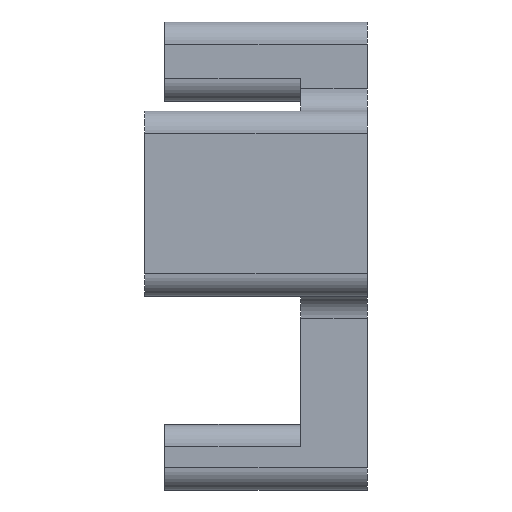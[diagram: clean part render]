
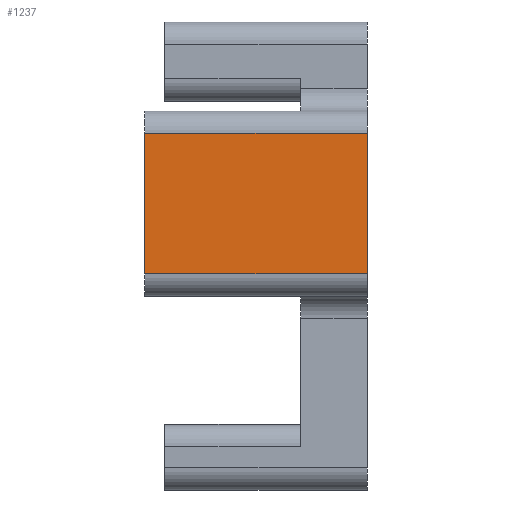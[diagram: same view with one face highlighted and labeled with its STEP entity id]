
A CAD part, front view. The second image highlights one B-rep face of the part: STEP entity #1237.
In plain terms, the highlighted planar face has unit normal (0, -1, 0).
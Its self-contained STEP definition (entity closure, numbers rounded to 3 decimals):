
#165 = DIRECTION ( 'NONE',  ( 0., 0., -1. ) ) ;
#347 = EDGE_CURVE ( 'NONE', #701, #392, #875, .T. ) ;
#392 = VERTEX_POINT ( 'NONE', #1376 ) ;
#412 = ORIENTED_EDGE ( 'NONE', *, *, #347, .T. ) ;
#415 = EDGE_LOOP ( 'NONE', ( #1698, #571, #534, #412 ) ) ;
#428 = CARTESIAN_POINT ( 'NONE',  ( 16.5, -13., 29. ) ) ;
#445 = FACE_OUTER_BOUND ( 'NONE', #415, .T. ) ;
#452 = EDGE_CURVE ( 'NONE', #392, #1317, #1299, .T. ) ;
#487 = VECTOR ( 'NONE', #1542, 1000. ) ;
#499 = AXIS2_PLACEMENT_3D ( 'NONE', #1262, #1715, #874 ) ;
#534 = ORIENTED_EDGE ( 'NONE', *, *, #1048, .F. ) ;
#549 = CARTESIAN_POINT ( 'NONE',  ( 6.5, -13., 29. ) ) ;
#571 = ORIENTED_EDGE ( 'NONE', *, *, #680, .T. ) ;
#581 = PLANE ( 'NONE',  #499 ) ;
#611 = CARTESIAN_POINT ( 'NONE',  ( 16.5, -13., 17.7 ) ) ;
#680 = EDGE_CURVE ( 'NONE', #1317, #1490, #1571, .T. ) ;
#701 = VERTEX_POINT ( 'NONE', #936 ) ;
#732 = CARTESIAN_POINT ( 'NONE',  ( 9.5, -13., 24. ) ) ;
#763 = VECTOR ( 'NONE', #165, 1000. ) ;
#874 = DIRECTION ( 'NONE',  ( 0., 0., 1. ) ) ;
#875 = LINE ( 'NONE', #732, #1170 ) ;
#904 = DIRECTION ( 'NONE',  ( -1., 0., 0. ) ) ;
#936 = CARTESIAN_POINT ( 'NONE',  ( 16.5, -13., 24. ) ) ;
#1048 = EDGE_CURVE ( 'NONE', #701, #1490, #1126, .T. ) ;
#1102 = VECTOR ( 'NONE', #1154, 1000. ) ;
#1126 = LINE ( 'NONE', #428, #763 ) ;
#1154 = DIRECTION ( 'NONE',  ( 1., 0., 0. ) ) ;
#1170 = VECTOR ( 'NONE', #904, 1000. ) ;
#1178 = CARTESIAN_POINT ( 'NONE',  ( 9.5, -13., 17.7 ) ) ;
#1237 = ADVANCED_FACE ( 'NONE', ( #445 ), #581, .F. ) ;
#1262 = CARTESIAN_POINT ( 'NONE',  ( 9.5, -13., 29. ) ) ;
#1299 = LINE ( 'NONE', #549, #487 ) ;
#1317 = VERTEX_POINT ( 'NONE', #1543 ) ;
#1376 = CARTESIAN_POINT ( 'NONE',  ( 6.5, -13., 24. ) ) ;
#1490 = VERTEX_POINT ( 'NONE', #611 ) ;
#1542 = DIRECTION ( 'NONE',  ( 0., 0., -1. ) ) ;
#1543 = CARTESIAN_POINT ( 'NONE',  ( 6.5, -13., 17.7 ) ) ;
#1571 = LINE ( 'NONE', #1178, #1102 ) ;
#1698 = ORIENTED_EDGE ( 'NONE', *, *, #452, .T. ) ;
#1715 = DIRECTION ( 'NONE',  ( 0., 1., 0. ) ) ;
